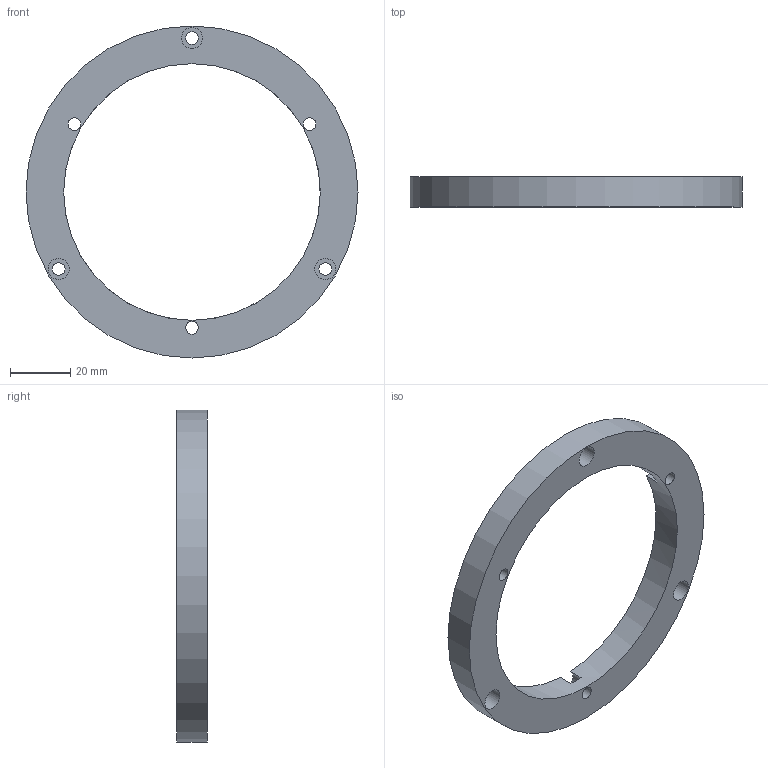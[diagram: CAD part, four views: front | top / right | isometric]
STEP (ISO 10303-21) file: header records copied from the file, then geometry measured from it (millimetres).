
FILE_DESCRIPTION(/* description */ (''),/* implementation_level */ '2;1');
FILE_NAME(/* name */ 'Cylinder-Plate Joiner.stp',/* time_stamp */ '2025-07-21T19:20:08-04:00',/* author */ ('mumin'),/* organization */ (''),/* preprocessor_version */ 'ST-DEVELOPER v20',/* originating_system */ 'Autodesk Inventor 2025',/* authorisation */ '');
FILE_SCHEMA (('AUTOMOTIVE_DESIGN { 1 0 10303 214 3 1 1 }'));
Length unit declared in the file: millimetre
Products named in the file (1): Cylinder-Plate Joiner
Bounding box: 110 x 10 x 110 mm (x, y, z)
Volume: 36677.1 mm3; surface area: 14912.3 mm2
Topology: 1 solids, 1 shells, 359 faces, 966 edges, 644 vertices
Faces by surface type: plane 255, bspline 90, cylinder 14
Full cylindrical faces by diameter (mm): 4.2 x6, 7 x3, 85 x1, 110 x1
Entity records: 11909 total; most frequent: CARTESIAN_POINT 3404, ORIENTED_EDGE 1932, DIRECTION 1360, EDGE_CURVE 966, LINE 752, VECTOR 752, VERTEX_POINT 644, EDGE_LOOP 408
